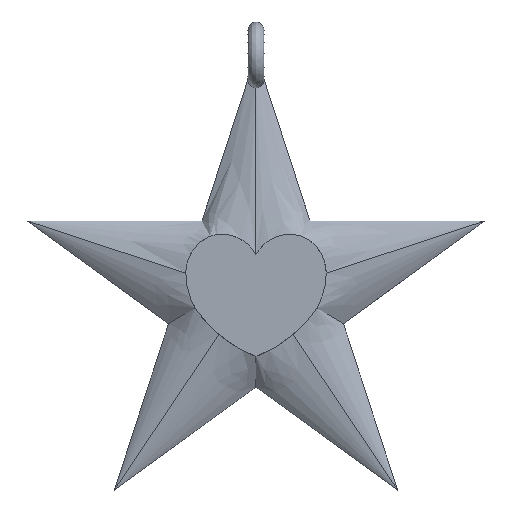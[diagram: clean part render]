
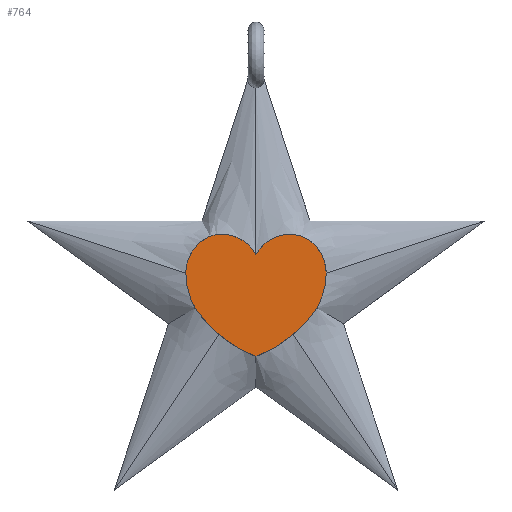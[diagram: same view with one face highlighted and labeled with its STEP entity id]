
A CAD part, top view. The second image highlights one B-rep face of the part: STEP entity #764.
In plain terms, the highlighted free-form (B-spline) face has degree [1, 1] with [2, 2] control points.
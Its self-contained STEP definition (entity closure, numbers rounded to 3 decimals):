
#668 = VERTEX_POINT('',#669);
#669 = CARTESIAN_POINT('',(-3.811,4.911,4.594
    ));
#674 = EDGE_CURVE('',#675,#668,#677,.T.);
#675 = VERTEX_POINT('',#676);
#676 = CARTESIAN_POINT('',(0.,3.371,4.594));
#677 = ( BOUNDED_CURVE() B_SPLINE_CURVE(2,(#678,#679,#680),
.UNSPECIFIED.,.F.,.F.) B_SPLINE_CURVE_WITH_KNOTS((3,3),(0.493,
1.88),.PIECEWISE_BEZIER_KNOTS.) CURVE() 
GEOMETRIC_REPRESENTATION_ITEM() RATIONAL_B_SPLINE_CURVE((1.,
0.769,1.)) REPRESENTATION_ITEM('') );
#678 = CARTESIAN_POINT('',(0.,3.371,
    4.594));
#679 = CARTESIAN_POINT('',(-1.265,5.725,4.594)
  );
#680 = CARTESIAN_POINT('',(-3.811,4.911,4.594
    ));
#707 = VERTEX_POINT('',#708);
#708 = CARTESIAN_POINT('',(-5.83,1.849,4.594
    ));
#713 = EDGE_CURVE('',#668,#707,#714,.T.);
#714 = ( BOUNDED_CURVE() B_SPLINE_CURVE(2,(#715,#716,#717),
.UNSPECIFIED.,.F.,.F.) B_SPLINE_CURVE_WITH_KNOTS((3,3),(1.976,
3.142),.PIECEWISE_BEZIER_KNOTS.) CURVE() 
GEOMETRIC_REPRESENTATION_ITEM() RATIONAL_B_SPLINE_CURVE((1.,
0.835,1.)) REPRESENTATION_ITEM('') );
#715 = CARTESIAN_POINT('',(-3.811,4.911,4.594
    ));
#716 = CARTESIAN_POINT('',(-5.83,4.046,4.594
    ));
#717 = CARTESIAN_POINT('',(-5.83,1.849,4.594
    ));
#739 = VERTEX_POINT('',#740);
#740 = CARTESIAN_POINT('',(5.051,-1.063,4.594
    ));
#745 = EDGE_CURVE('',#746,#739,#748,.T.);
#746 = VERTEX_POINT('',#747);
#747 = CARTESIAN_POINT('',(0.,-5.074,
    4.594));
#748 = ( BOUNDED_CURVE() B_SPLINE_CURVE(2,(#749,#750,#751),
.UNSPECIFIED.,.F.,.F.) B_SPLINE_CURVE_WITH_KNOTS((3,3),(5.077,
5.69),.PIECEWISE_BEZIER_KNOTS.) CURVE() 
GEOMETRIC_REPRESENTATION_ITEM() RATIONAL_B_SPLINE_CURVE((1.,
0.953,1.)) REPRESENTATION_ITEM('') );
#749 = CARTESIAN_POINT('',(0.,-5.074,
    4.594));
#750 = CARTESIAN_POINT('',(3.16,-3.868,4.594
    ));
#751 = CARTESIAN_POINT('',(5.051,-1.063,4.594
    ));
#764 = ADVANCED_FACE('',(#765),#806,.T.);
#765 = FACE_BOUND('',#766,.T.);
#766 = EDGE_LOOP('',(#767,#777,#783,#784,#785,#793,#799,#800));
#767 = ORIENTED_EDGE('',*,*,#768,.T.);
#768 = EDGE_CURVE('',#769,#771,#773,.T.);
#769 = VERTEX_POINT('',#770);
#770 = CARTESIAN_POINT('',(5.83,1.849,4.594)
  );
#771 = VERTEX_POINT('',#772);
#772 = CARTESIAN_POINT('',(3.811,4.911,4.594)
  );
#773 = ( BOUNDED_CURVE() B_SPLINE_CURVE(2,(#774,#775,#776),
.UNSPECIFIED.,.F.,.F.) B_SPLINE_CURVE_WITH_KNOTS((3,3),(0.,1.166
),.PIECEWISE_BEZIER_KNOTS.) CURVE() GEOMETRIC_REPRESENTATION_ITEM() 
RATIONAL_B_SPLINE_CURVE((1.,0.835,1.)) REPRESENTATION_ITEM('') 
  );
#774 = CARTESIAN_POINT('',(5.83,1.849,4.594)
  );
#775 = CARTESIAN_POINT('',(5.83,4.046,4.594)
  );
#776 = CARTESIAN_POINT('',(3.811,4.911,4.594)
  );
#777 = ORIENTED_EDGE('',*,*,#778,.T.);
#778 = EDGE_CURVE('',#771,#675,#779,.T.);
#779 = ( BOUNDED_CURVE() B_SPLINE_CURVE(2,(#780,#781,#782),
.UNSPECIFIED.,.F.,.F.) B_SPLINE_CURVE_WITH_KNOTS((3,3),(1.261,
2.648),.PIECEWISE_BEZIER_KNOTS.) CURVE() 
GEOMETRIC_REPRESENTATION_ITEM() RATIONAL_B_SPLINE_CURVE((1.,
0.769,1.)) REPRESENTATION_ITEM('') );
#780 = CARTESIAN_POINT('',(3.811,4.911,4.594)
  );
#781 = CARTESIAN_POINT('',(1.265,5.725,4.594)
  );
#782 = CARTESIAN_POINT('',(0.,3.371,
    4.594));
#783 = ORIENTED_EDGE('',*,*,#674,.T.);
#784 = ORIENTED_EDGE('',*,*,#713,.T.);
#785 = ORIENTED_EDGE('',*,*,#786,.T.);
#786 = EDGE_CURVE('',#707,#787,#789,.T.);
#787 = VERTEX_POINT('',#788);
#788 = CARTESIAN_POINT('',(-5.051,-1.063,
    4.594));
#789 = ( BOUNDED_CURVE() B_SPLINE_CURVE(2,(#790,#791,#792),
.UNSPECIFIED.,.F.,.F.) B_SPLINE_CURVE_WITH_KNOTS((3,3),(3.142,
3.665),.PIECEWISE_BEZIER_KNOTS.) CURVE() 
GEOMETRIC_REPRESENTATION_ITEM() RATIONAL_B_SPLINE_CURVE((1.,
0.966,1.)) REPRESENTATION_ITEM('') );
#790 = CARTESIAN_POINT('',(-5.83,1.849,4.594
    ));
#791 = CARTESIAN_POINT('',(-5.83,0.289,4.594
    ));
#792 = CARTESIAN_POINT('',(-5.051,-1.063,
    4.594));
#793 = ORIENTED_EDGE('',*,*,#794,.T.);
#794 = EDGE_CURVE('',#787,#746,#795,.T.);
#795 = ( BOUNDED_CURVE() B_SPLINE_CURVE(2,(#796,#797,#798),
.UNSPECIFIED.,.F.,.F.) B_SPLINE_CURVE_WITH_KNOTS((3,3),(3.735,
4.348),.PIECEWISE_BEZIER_KNOTS.) CURVE() 
GEOMETRIC_REPRESENTATION_ITEM() RATIONAL_B_SPLINE_CURVE((1.,
0.953,1.)) REPRESENTATION_ITEM('') );
#796 = CARTESIAN_POINT('',(-5.051,-1.063,
    4.594));
#797 = CARTESIAN_POINT('',(-3.16,-3.868,
    4.594));
#798 = CARTESIAN_POINT('',(0.,-5.074,
    4.594));
#799 = ORIENTED_EDGE('',*,*,#745,.T.);
#800 = ORIENTED_EDGE('',*,*,#801,.T.);
#801 = EDGE_CURVE('',#739,#769,#802,.T.);
#802 = ( BOUNDED_CURVE() B_SPLINE_CURVE(2,(#803,#804,#805),
.UNSPECIFIED.,.F.,.F.) B_SPLINE_CURVE_WITH_KNOTS((3,3),(5.76,
6.283),.PIECEWISE_BEZIER_KNOTS.) CURVE() 
GEOMETRIC_REPRESENTATION_ITEM() RATIONAL_B_SPLINE_CURVE((1.,
0.966,1.)) REPRESENTATION_ITEM('') );
#803 = CARTESIAN_POINT('',(5.051,-1.063,4.594
    ));
#804 = CARTESIAN_POINT('',(5.83,0.289,4.594)
  );
#805 = CARTESIAN_POINT('',(5.83,1.849,4.594)
  );
#806 = B_SPLINE_SURFACE_WITH_KNOTS('',1,1,(
    (#807,#808)
    ,(#809,#810
    )),.UNSPECIFIED.,.F.,.F.,.F.,(2,2),(2,2),(-8.096,3.016),(
    -6.598,3.064),.PIECEWISE_BEZIER_KNOTS.);
#807 = CARTESIAN_POINT('',(-5.83,-5.074,
    4.594));
#808 = CARTESIAN_POINT('',(-5.83,5.064,4.594
    ));
#809 = CARTESIAN_POINT('',(5.83,-5.074,4.594
    ));
#810 = CARTESIAN_POINT('',(5.83,5.064,4.594)
  );
